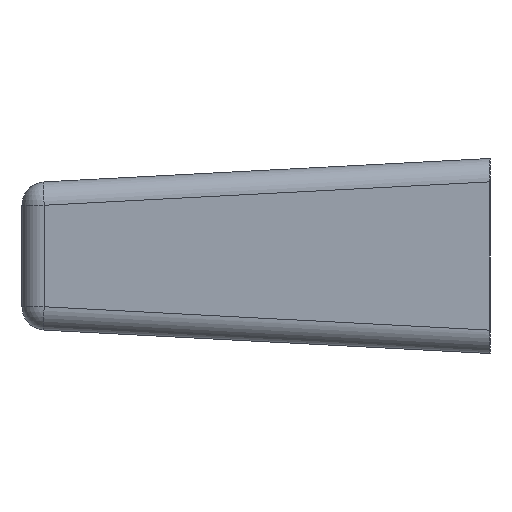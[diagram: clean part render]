
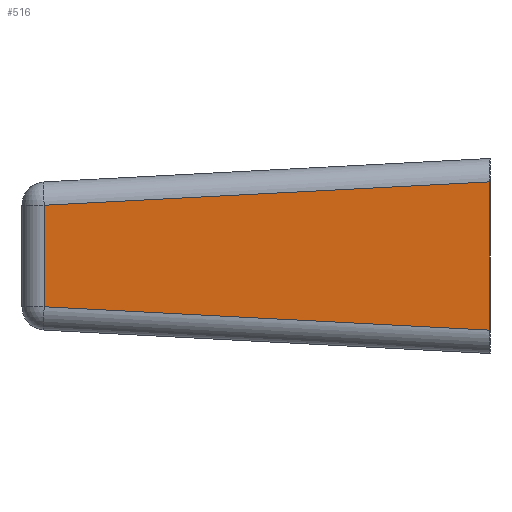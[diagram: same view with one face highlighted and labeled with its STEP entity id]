
A CAD part, left-side view. The second image highlights one B-rep face of the part: STEP entity #516.
In plain terms, the highlighted planar face has unit normal (-0.999, 0.052, 0).
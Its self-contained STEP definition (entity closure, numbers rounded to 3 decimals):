
#22=PLANE('',#607);
#50=LINE('',#883,#90);
#54=LINE('',#912,#94);
#56=LINE('',#915,#96);
#63=LINE('',#936,#103);
#90=VECTOR('',#712,10.);
#94=VECTOR('',#750,10.);
#96=VECTOR('',#754,10.);
#103=VECTOR('',#779,10.);
#160=FACE_OUTER_BOUND('',#194,.T.);
#194=EDGE_LOOP('',(#458,#459,#460,#461));
#247=VERTEX_POINT('',#880);
#248=VERTEX_POINT('',#882);
#250=VERTEX_POINT('',#887);
#256=VERTEX_POINT('',#907);
#303=EDGE_CURVE('',#248,#247,#50,.T.);
#318=EDGE_CURVE('',#250,#256,#54,.T.);
#320=EDGE_CURVE('',#256,#247,#56,.T.);
#331=EDGE_CURVE('',#248,#250,#63,.T.);
#458=ORIENTED_EDGE('',*,*,#320,.F.);
#459=ORIENTED_EDGE('',*,*,#318,.F.);
#460=ORIENTED_EDGE('',*,*,#331,.F.);
#461=ORIENTED_EDGE('',*,*,#303,.T.);
#516=ADVANCED_FACE('',(#160),#22,.T.);
#607=AXIS2_PLACEMENT_3D('',#939,#783,#784);
#712=DIRECTION('',(0.,0.,1.));
#750=DIRECTION('',(0.,0.,1.));
#754=DIRECTION('',(-0.052,-0.997,0.052));
#779=DIRECTION('',(0.052,0.997,0.052));
#783=DIRECTION('center_axis',(-0.999,0.052,0.));
#784=DIRECTION('ref_axis',(-0.052,-0.999,0.));
#880=CARTESIAN_POINT('',(0.,0.,22.004));
#882=CARTESIAN_POINT('',(0.,0.,2.996));
#883=CARTESIAN_POINT('',(0.,0.,0.));
#887=CARTESIAN_POINT('',(2.995,57.157,5.991));
#907=CARTESIAN_POINT('',(2.995,57.157,19.009));
#912=CARTESIAN_POINT('',(2.995,57.157,0.));
#915=CARTESIAN_POINT('',(2.472,47.176,19.532));
#936=CARTESIAN_POINT('',(2.438,46.525,5.434));
#939=CARTESIAN_POINT('Origin',(3.144,60.,0.));
